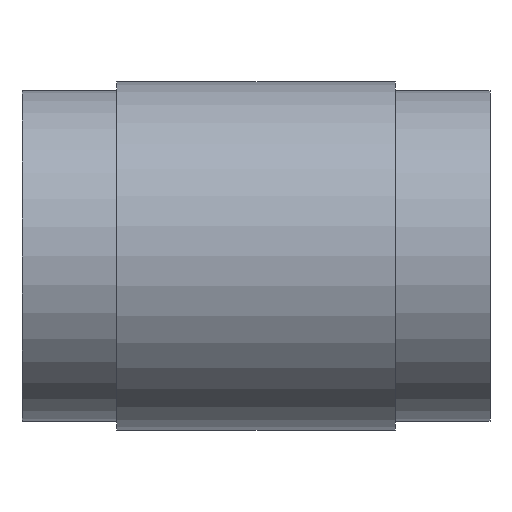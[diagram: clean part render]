
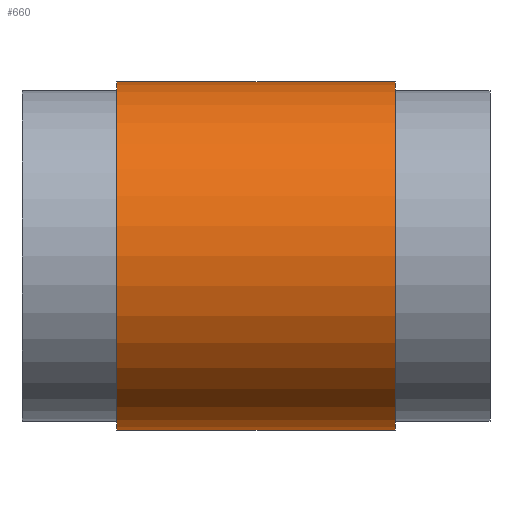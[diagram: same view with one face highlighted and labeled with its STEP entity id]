
A CAD part, left-side view. The second image highlights one B-rep face of the part: STEP entity #660.
In plain terms, the highlighted cylindrical face has radius 31.75 mm (diameter 63.5 mm), a partial arc.
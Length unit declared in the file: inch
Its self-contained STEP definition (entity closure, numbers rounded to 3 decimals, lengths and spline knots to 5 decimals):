
#3 = DIRECTION ( 'NONE',  ( 0., 1., 0. ) ) ;
#8 = CARTESIAN_POINT ( 'NONE',  ( 0., 2.89953, 1.25 ) ) ;
#23 = CARTESIAN_POINT ( 'NONE',  ( 0., 1.21885, -1.25 ) ) ;
#35 = ORIENTED_EDGE ( 'NONE', *, *, #630, .F. ) ;
#38 = EDGE_LOOP ( 'NONE', ( #35, #40, #122, #115 ) ) ;
#40 = ORIENTED_EDGE ( 'NONE', *, *, #643, .T. ) ;
#50 = LINE ( 'NONE', #8, #244 ) ;
#51 = VERTEX_POINT ( 'NONE', #65 ) ;
#55 = VERTEX_POINT ( 'NONE', #96 ) ;
#63 = CARTESIAN_POINT ( 'NONE',  ( 0., -0.78115, 1.25 ) ) ;
#65 = CARTESIAN_POINT ( 'NONE',  ( 0., 1.21885, 1.25 ) ) ;
#93 = VERTEX_POINT ( 'NONE', #63 ) ;
#96 = CARTESIAN_POINT ( 'NONE',  ( 0., -0.78115, -1.25 ) ) ;
#115 = ORIENTED_EDGE ( 'NONE', *, *, #641, .F. ) ;
#122 = ORIENTED_EDGE ( 'NONE', *, *, #593, .T. ) ;
#182 = VERTEX_POINT ( 'NONE', #23 ) ;
#194 = AXIS2_PLACEMENT_3D ( 'NONE', #549, #548, #546 ) ;
#203 = AXIS2_PLACEMENT_3D ( 'NONE', #452, #460, #451 ) ;
#217 = VECTOR ( 'NONE', #464, 39.37008 ) ;
#244 = VECTOR ( 'NONE', #3, 39.37008 ) ;
#276 = CIRCLE ( 'NONE', #194, 1.25 ) ;
#287 = CIRCLE ( 'NONE', #300, 1.25 ) ;
#300 = AXIS2_PLACEMENT_3D ( 'NONE', #541, #540, #539 ) ;
#322 = CARTESIAN_POINT ( 'NONE',  ( 0., 2.89953, -1.25 ) ) ;
#442 = LINE ( 'NONE', #322, #217 ) ;
#451 = DIRECTION ( 'NONE',  ( 0., 0., 1. ) ) ;
#452 = CARTESIAN_POINT ( 'NONE',  ( 0., 2.89953, 0. ) ) ;
#457 = FACE_OUTER_BOUND ( 'NONE', #38, .T. ) ;
#458 = CYLINDRICAL_SURFACE ( 'NONE', #203, 1.25 ) ;
#460 = DIRECTION ( 'NONE',  ( 0., 1., 0. ) ) ;
#464 = DIRECTION ( 'NONE',  ( 0., 1., 0. ) ) ;
#539 = DIRECTION ( 'NONE',  ( 0., 0., 1. ) ) ;
#540 = DIRECTION ( 'NONE',  ( 0., 1., 0. ) ) ;
#541 = CARTESIAN_POINT ( 'NONE',  ( 0., -0.78115, 0. ) ) ;
#546 = DIRECTION ( 'NONE',  ( 0., 0., 1. ) ) ;
#548 = DIRECTION ( 'NONE',  ( 0., 1., 0. ) ) ;
#549 = CARTESIAN_POINT ( 'NONE',  ( 0., 1.21885, 0. ) ) ;
#593 = EDGE_CURVE ( 'NONE', #93, #51, #50, .T. ) ;
#630 = EDGE_CURVE ( 'NONE', #55, #182, #442, .T. ) ;
#641 = EDGE_CURVE ( 'NONE', #182, #51, #276, .T. ) ;
#643 = EDGE_CURVE ( 'NONE', #55, #93, #287, .T. ) ;
#660 = ADVANCED_FACE ( 'NONE', ( #457 ), #458, .T. ) ;
